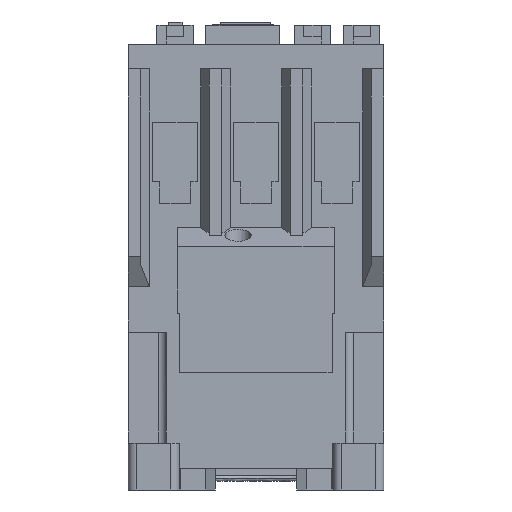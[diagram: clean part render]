
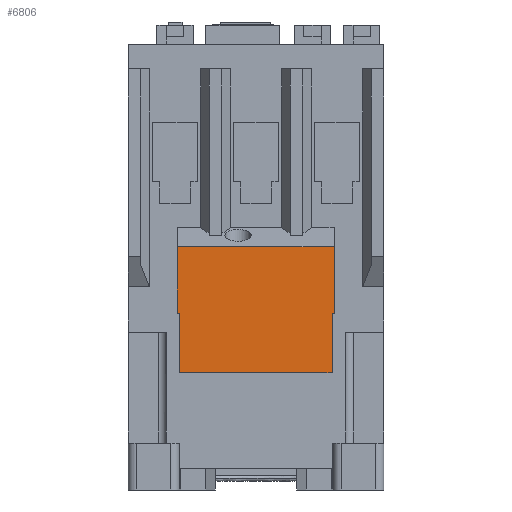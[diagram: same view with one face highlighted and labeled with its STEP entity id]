
A CAD part, front view. The second image highlights one B-rep face of the part: STEP entity #6806.
In plain terms, the highlighted planar face has unit normal (0, -1, 0).
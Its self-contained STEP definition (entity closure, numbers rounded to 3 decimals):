
#6740 = ORIENTED_EDGE ( 'NONE', *, *, #6802, .F. ) ;
#6741 = VERTEX_POINT ( 'NONE', #21085 ) ;
#6742 = EDGE_CURVE ( 'NONE', #6801, #6783, #21078, .T. ) ;
#6783 = VERTEX_POINT ( 'NONE', #21804 ) ;
#6787 = VERTEX_POINT ( 'NONE', #21976 ) ;
#6788 = ORIENTED_EDGE ( 'NONE', *, *, #6789, .F. ) ;
#6789 = EDGE_CURVE ( 'NONE', #6790, #9444, #21780, .T. ) ;
#6790 = VERTEX_POINT ( 'NONE', #22021 ) ;
#6791 = ORIENTED_EDGE ( 'NONE', *, *, #6792, .F. ) ;
#6792 = EDGE_CURVE ( 'NONE', #6801, #6790, #22016, .T. ) ;
#6795 = VERTEX_POINT ( 'NONE', #21817 ) ;
#6797 = EDGE_CURVE ( 'NONE', #6787, #6795, #21808, .T. ) ;
#6800 = EDGE_CURVE ( 'NONE', #6783, #6787, #21821, .T. ) ;
#6801 = VERTEX_POINT ( 'NONE', #21796 ) ;
#6802 = EDGE_CURVE ( 'NONE', #6741, #6795, #21791, .T. ) ;
#6803 = ORIENTED_EDGE ( 'NONE', *, *, #6804, .T. ) ;
#6804 = EDGE_CURVE ( 'NONE', #6741, #9447, #21994, .T. ) ;
#6805 = ORIENTED_EDGE ( 'NONE', *, *, #9446, .T. ) ;
#6806 = ADVANCED_FACE ( 'NONE', ( #21984 ), #21968, .F. ) ;
#6807 = EDGE_LOOP ( 'NONE', ( #6808, #6809, #6810, #6740, #6803, #6805, #6788, #6791 ) ) ;
#6808 = ORIENTED_EDGE ( 'NONE', *, *, #6742, .T. ) ;
#6809 = ORIENTED_EDGE ( 'NONE', *, *, #6800, .T. ) ;
#6810 = ORIENTED_EDGE ( 'NONE', *, *, #6797, .T. ) ;
#9444 = VERTEX_POINT ( 'NONE', #33632 ) ;
#9446 = EDGE_CURVE ( 'NONE', #9447, #9444, #33641, .T. ) ;
#9447 = VERTEX_POINT ( 'NONE', #33690 ) ;
#21075 = DIRECTION ( 'NONE',  ( 0., 0., -1. ) ) ;
#21076 = VECTOR ( 'NONE', #21075, 1000. ) ;
#21077 = CARTESIAN_POINT ( 'NONE',  ( -17.925, -56.5, 41.5 ) ) ;
#21078 = LINE ( 'NONE', #21077, #21076 ) ;
#21085 = CARTESIAN_POINT ( 'NONE',  ( 18.325, -56.5, 41.5 ) ) ;
#21775 = DIRECTION ( 'NONE',  ( 0., 0., 1. ) ) ;
#21777 = VECTOR ( 'NONE', #21775, 1000. ) ;
#21779 = CARTESIAN_POINT ( 'NONE',  ( -18.425, -56.5, 41.5 ) ) ;
#21780 = LINE ( 'NONE', #21779, #21777 ) ;
#21787 = DIRECTION ( 'NONE',  ( -1., 0., 0. ) ) ;
#21788 = VECTOR ( 'NONE', #21787, 1000. ) ;
#21789 = CARTESIAN_POINT ( 'NONE',  ( 18.325, -56.5, 41.5 ) ) ;
#21791 = LINE ( 'NONE', #21789, #21788 ) ;
#21796 = CARTESIAN_POINT ( 'NONE',  ( -17.925, -56.5, 41.5 ) ) ;
#21804 = CARTESIAN_POINT ( 'NONE',  ( -17.925, -56.5, 27.5 ) ) ;
#21808 = LINE ( 'NONE', #21830, #21829 ) ;
#21817 = CARTESIAN_POINT ( 'NONE',  ( 17.825, -56.5, 41.5 ) ) ;
#21818 = DIRECTION ( 'NONE',  ( 1., 0., 0. ) ) ;
#21819 = VECTOR ( 'NONE', #21818, 1000. ) ;
#21820 = CARTESIAN_POINT ( 'NONE',  ( 17.825, -56.5, 27.5 ) ) ;
#21821 = LINE ( 'NONE', #21820, #21819 ) ;
#21827 = DIRECTION ( 'NONE',  ( 0., 0., 1. ) ) ;
#21829 = VECTOR ( 'NONE', #21827, 1000. ) ;
#21830 = CARTESIAN_POINT ( 'NONE',  ( 17.825, -56.5, 41.5 ) ) ;
#21964 = AXIS2_PLACEMENT_3D ( 'NONE', #22074, #22073, #22072 ) ;
#21968 = PLANE ( 'NONE',  #21964 ) ;
#21976 = CARTESIAN_POINT ( 'NONE',  ( 17.825, -56.5, 27.5 ) ) ;
#21984 = FACE_OUTER_BOUND ( 'NONE', #6807, .T. ) ;
#21990 = DIRECTION ( 'NONE',  ( 0., 0., 1. ) ) ;
#21992 = VECTOR ( 'NONE', #21990, 1000. ) ;
#21993 = CARTESIAN_POINT ( 'NONE',  ( 18.325, -56.5, 41.5 ) ) ;
#21994 = LINE ( 'NONE', #21993, #21992 ) ;
#22012 = DIRECTION ( 'NONE',  ( -1., 0., 0. ) ) ;
#22013 = VECTOR ( 'NONE', #22012, 1000. ) ;
#22014 = CARTESIAN_POINT ( 'NONE',  ( 18.325, -56.5, 41.5 ) ) ;
#22016 = LINE ( 'NONE', #22014, #22013 ) ;
#22021 = CARTESIAN_POINT ( 'NONE',  ( -18.425, -56.5, 41.5 ) ) ;
#22072 = DIRECTION ( 'NONE',  ( 0., 0., 1. ) ) ;
#22073 = DIRECTION ( 'NONE',  ( 0., 1., 0. ) ) ;
#22074 = CARTESIAN_POINT ( 'NONE',  ( -17.925, -56.5, 27.5 ) ) ;
#33632 = CARTESIAN_POINT ( 'NONE',  ( -18.425, -56.5, 57. ) ) ;
#33638 = DIRECTION ( 'NONE',  ( -1., 0., 0. ) ) ;
#33639 = VECTOR ( 'NONE', #33638, 1000. ) ;
#33640 = CARTESIAN_POINT ( 'NONE',  ( 18.325, -56.5, 57. ) ) ;
#33641 = LINE ( 'NONE', #33640, #33639 ) ;
#33690 = CARTESIAN_POINT ( 'NONE',  ( 18.325, -56.5, 57. ) ) ;
